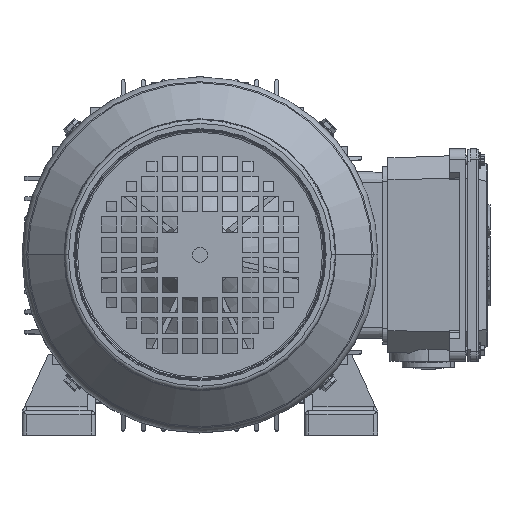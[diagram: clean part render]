
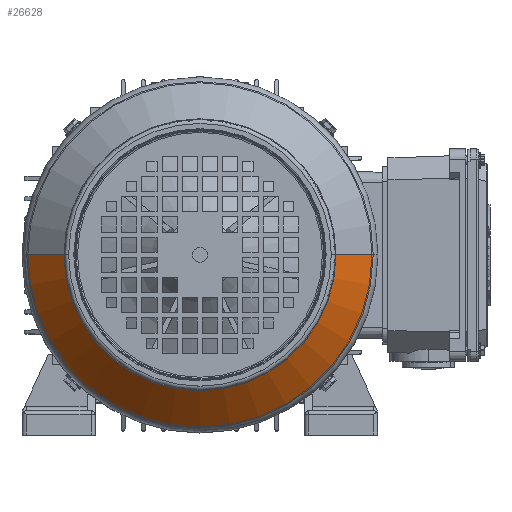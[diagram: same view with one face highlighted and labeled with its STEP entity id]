
A CAD part, top view. The second image highlights one B-rep face of the part: STEP entity #26628.
In plain terms, the highlighted conical face has half-angle 45 degrees and reference radius 85.707 mm.
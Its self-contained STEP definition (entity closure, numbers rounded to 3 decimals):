
#5996 = EDGE_CURVE ( 'NONE', #111773, #89450, #53594, .T. ) ;
#13362 = CARTESIAN_POINT ( 'NONE',  ( 0., 0., 83.707 ) ) ;
#20898 = DIRECTION ( 'NONE',  ( -0.707, 0., -0.707 ) ) ;
#22524 = CIRCLE ( 'NONE', #116445, 85.707 ) ;
#23021 = DIRECTION ( 'NONE',  ( -1., 0., 0. ) ) ;
#24370 = CONICAL_SURFACE ( 'NONE', #102836, 85.707, 0.785 ) ;
#26628 = ADVANCED_FACE ( 'NONE', ( #51333 ), #24370, .T. ) ;
#27992 = VECTOR ( 'NONE', #78101, 1000. ) ;
#48348 = DIRECTION ( 'NONE',  ( -1., 0., 0. ) ) ;
#50349 = ORIENTED_EDGE ( 'NONE', *, *, #118580, .F. ) ;
#51333 = FACE_OUTER_BOUND ( 'NONE', #113897, .T. ) ;
#53409 = CARTESIAN_POINT ( 'NONE',  ( 0., 0., 65.293 ) ) ;
#53594 = LINE ( 'NONE', #58755, #27992 ) ;
#55710 = EDGE_CURVE ( 'NONE', #111773, #62094, #102567, .T. ) ;
#58755 = CARTESIAN_POINT ( 'NONE',  ( 85.707, 0., 65.293 ) ) ;
#59188 = VECTOR ( 'NONE', #20898, 1000. ) ;
#62094 = VERTEX_POINT ( 'NONE', #85155 ) ;
#63065 = DIRECTION ( 'NONE',  ( -1., 0., 0. ) ) ;
#63149 = ORIENTED_EDGE ( 'NONE', *, *, #55710, .T. ) ;
#67315 = VERTEX_POINT ( 'NONE', #83377 ) ;
#68906 = CARTESIAN_POINT ( 'NONE',  ( -85.707, 0., 65.293 ) ) ;
#78101 = DIRECTION ( 'NONE',  ( 0.707, 0., -0.707 ) ) ;
#78794 = CARTESIAN_POINT ( 'NONE',  ( 67.293, 0., 83.707 ) ) ;
#80699 = DIRECTION ( 'NONE',  ( 0., 0., -1. ) ) ;
#83377 = CARTESIAN_POINT ( 'NONE',  ( -85.707, 0., 65.293 ) ) ;
#84811 = LINE ( 'NONE', #68906, #59188 ) ;
#85155 = CARTESIAN_POINT ( 'NONE',  ( -67.293, 0., 83.707 ) ) ;
#85721 = ORIENTED_EDGE ( 'NONE', *, *, #5996, .F. ) ;
#86713 = CARTESIAN_POINT ( 'NONE',  ( 0., 0., 65.293 ) ) ;
#89450 = VERTEX_POINT ( 'NONE', #113113 ) ;
#95303 = AXIS2_PLACEMENT_3D ( 'NONE', #13362, #80699, #23021 ) ;
#102567 = CIRCLE ( 'NONE', #95303, 67.293 ) ;
#102836 = AXIS2_PLACEMENT_3D ( 'NONE', #86713, #115725, #48348 ) ;
#105190 = EDGE_CURVE ( 'NONE', #62094, #67315, #84811, .T. ) ;
#111773 = VERTEX_POINT ( 'NONE', #78794 ) ;
#113113 = CARTESIAN_POINT ( 'NONE',  ( 85.707, 0., 65.293 ) ) ;
#113897 = EDGE_LOOP ( 'NONE', ( #85721, #63149, #116491, #50349 ) ) ;
#115725 = DIRECTION ( 'NONE',  ( 0., 0., -1. ) ) ;
#116445 = AXIS2_PLACEMENT_3D ( 'NONE', #53409, #120787, #63065 ) ;
#116491 = ORIENTED_EDGE ( 'NONE', *, *, #105190, .T. ) ;
#118580 = EDGE_CURVE ( 'NONE', #89450, #67315, #22524, .T. ) ;
#120787 = DIRECTION ( 'NONE',  ( 0., 0., -1. ) ) ;
